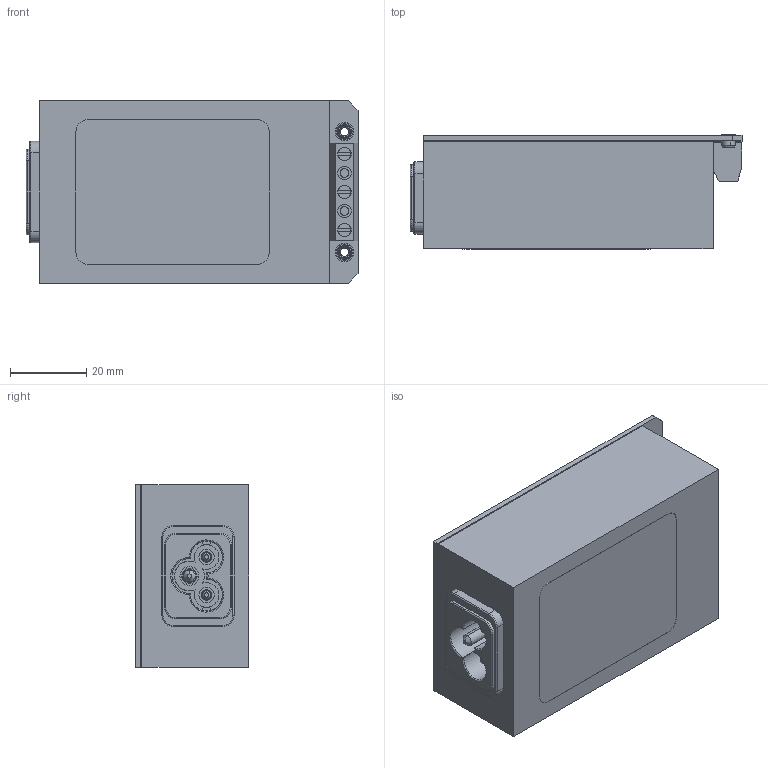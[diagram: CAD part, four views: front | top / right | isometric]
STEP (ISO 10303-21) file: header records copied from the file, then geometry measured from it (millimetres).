
FILE_DESCRIPTION (( 'STEP AP214' ), '1' );
FILE_NAME ('BP62015.STEP', '2022-04-20T17:57:59', ( '' ), ( '' ), 'SwSTEP 2.0', 'SolidWorks 2020', '' );
FILE_SCHEMA (( 'AUTOMOTIVE_DESIGN' ));
Length unit declared in the file: inch
Products named in the file (14): PEM_FEX-440; 850450030_850450030; covers_860047019; 321214000 assembly_web model BP6; 850450030_850450030_15W; 321214000a_15W_web model; BP62015; Round Spacer_#4 .25R,.9375L; Tape_VHB_15W_IEC; schurter 6160_0003_no logo; 730045025; Label_model_ser_050059035; 860047935 Rev B_IEC pin access suppressed; Screw 4-40x_25 PHMS_90272A106
Assembly tree (16 placements, depth 3):
  BP62015
    860047935 Rev B_IEC pin access suppressed
    321214000 assembly_web model BP6
      321214000a_15W_web model
      schurter 6160_0003_no logo
      Round Spacer_#4 .25R,.9375L  x2
      Screw 4-40x_25 PHMS_90272A106  x2
    covers_860047019
    730045025
    850450030_850450030
      850450030_850450030_15W
      PEM_FEX-440  x2
    Tape_VHB_15W_IEC
    Label_model_ser_050059035
Bounding box: 87.31 x 29.92 x 48.01 mm (x, y, z)
Volume: 32709.6 mm3; surface area: 58623.1 mm2
Topology: 17 solids, 17 shells, 1012 faces, 2722 edges, 1774 vertices
Faces by surface type: cylinder 512, plane 379, cone 42, bspline 39, torus 30, sphere 10
Entity records: 32056 total; most frequent: CARTESIAN_POINT 7092, DIRECTION 4843, ORIENTED_EDGE 4712, EDGE_CURVE 2356, AXIS2_PLACEMENT_3D 1800, VERTEX_POINT 1537, VECTOR 1243, LINE 1243
